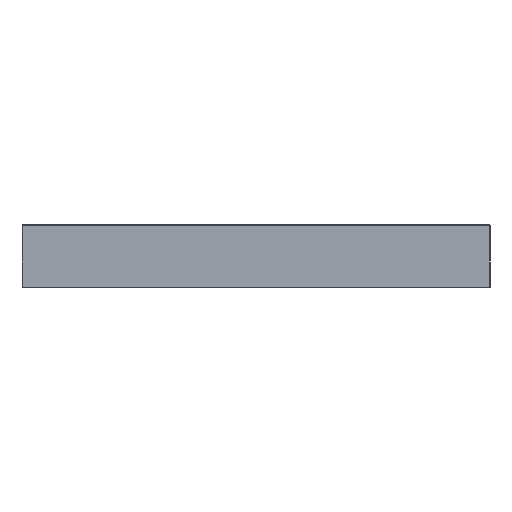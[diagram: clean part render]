
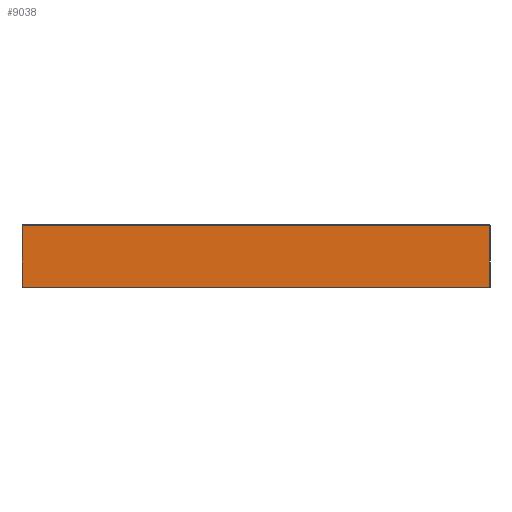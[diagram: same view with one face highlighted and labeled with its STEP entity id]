
A CAD part, left-side view. The second image highlights one B-rep face of the part: STEP entity #9038.
In plain terms, the highlighted free-form (B-spline) face has degree [1, 1] with [2, 2] control points.
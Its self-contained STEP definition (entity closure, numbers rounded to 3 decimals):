
#9038 = ADVANCED_FACE('',(#9039),#9069,.T.);
#9039 = FACE_BOUND('',#9040,.T.);
#9040 = EDGE_LOOP('',(#9041,#9050,#9057,#9064));
#9041 = ORIENTED_EDGE('',*,*,#9042,.F.);
#9042 = EDGE_CURVE('',#9043,#9045,#9047,.T.);
#9043 = VERTEX_POINT('',#9044);
#9044 = CARTESIAN_POINT('',(-238.099,156.131,
    -41.635));
#9045 = VERTEX_POINT('',#9046);
#9046 = CARTESIAN_POINT('',(-238.099,156.131,
    -0.615));
#9047 = B_SPLINE_CURVE_WITH_KNOTS('',1,(#9048,#9049),.UNSPECIFIED.,.F.,
  .F.,(2,2),(0.,1.),.PIECEWISE_BEZIER_KNOTS.);
#9048 = CARTESIAN_POINT('',(-238.099,156.131,
    -41.635));
#9049 = CARTESIAN_POINT('',(-238.099,156.131,
    -0.615));
#9050 = ORIENTED_EDGE('',*,*,#9051,.T.);
#9051 = EDGE_CURVE('',#9043,#9052,#9054,.T.);
#9052 = VERTEX_POINT('',#9053);
#9053 = CARTESIAN_POINT('',(-238.099,-156.131,
    -41.635));
#9054 = B_SPLINE_CURVE_WITH_KNOTS('',1,(#9055,#9056),.UNSPECIFIED.,.F.,
  .F.,(2,2),(0.,1.),.PIECEWISE_BEZIER_KNOTS.);
#9055 = CARTESIAN_POINT('',(-238.099,156.131,
    -41.635));
#9056 = CARTESIAN_POINT('',(-238.099,-156.131,
    -41.635));
#9057 = ORIENTED_EDGE('',*,*,#9058,.T.);
#9058 = EDGE_CURVE('',#9052,#9059,#9061,.T.);
#9059 = VERTEX_POINT('',#9060);
#9060 = CARTESIAN_POINT('',(-238.099,-156.131,
    -0.615));
#9061 = B_SPLINE_CURVE_WITH_KNOTS('',1,(#9062,#9063),.UNSPECIFIED.,.F.,
  .F.,(2,2),(0.,1.),.PIECEWISE_BEZIER_KNOTS.);
#9062 = CARTESIAN_POINT('',(-238.099,-156.131,
    -41.635));
#9063 = CARTESIAN_POINT('',(-238.099,-156.131,
    -0.615));
#9064 = ORIENTED_EDGE('',*,*,#9065,.F.);
#9065 = EDGE_CURVE('',#9045,#9059,#9066,.T.);
#9066 = B_SPLINE_CURVE_WITH_KNOTS('',1,(#9067,#9068),.UNSPECIFIED.,.F.,
  .F.,(2,2),(0.,1.),.PIECEWISE_BEZIER_KNOTS.);
#9067 = CARTESIAN_POINT('',(-238.099,156.131,
    -0.615));
#9068 = CARTESIAN_POINT('',(-238.099,-156.131,
    -0.615));
#9069 = B_SPLINE_SURFACE_WITH_KNOTS('',1,1,(
    (#9070,#9071)
    ,(#9072,#9073
    )),.UNSPECIFIED.,.F.,.F.,.F.,(2,2),(2,2),(0.,1.),(0.,1.),
  .PIECEWISE_BEZIER_KNOTS.);
#9070 = CARTESIAN_POINT('',(-238.099,156.131,
    -41.635));
#9071 = CARTESIAN_POINT('',(-238.099,156.131,
    -0.615));
#9072 = CARTESIAN_POINT('',(-238.099,-156.131,
    -41.635));
#9073 = CARTESIAN_POINT('',(-238.099,-156.131,
    -0.615));
